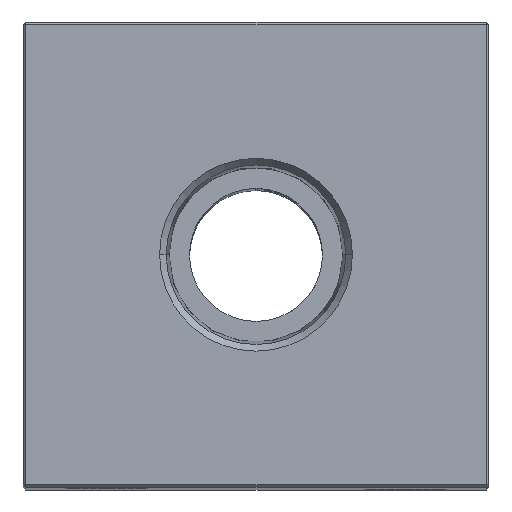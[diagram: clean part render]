
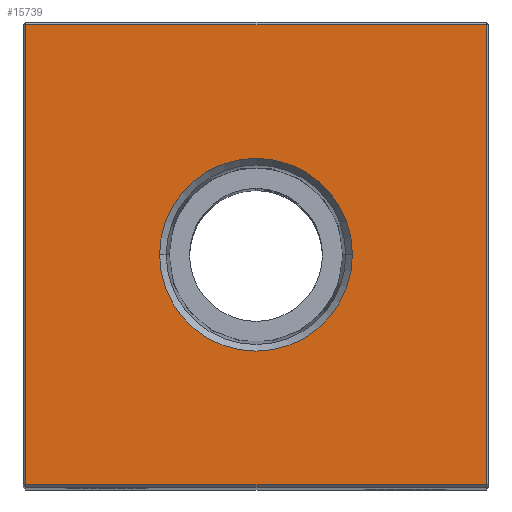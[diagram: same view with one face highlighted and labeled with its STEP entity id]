
A CAD part, top view. The second image highlights one B-rep face of the part: STEP entity #15739.
In plain terms, the highlighted planar face has unit normal (0, 0, 1).
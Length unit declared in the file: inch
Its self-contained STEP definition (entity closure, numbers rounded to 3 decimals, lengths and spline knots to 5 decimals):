
#1356 = ORIENTED_EDGE ( 'NONE', *, *, #25468, .F. ) ;
#1680 = DIRECTION ( 'NONE',  ( 0., -1., 0. ) ) ;
#3393 = PLANE ( 'NONE',  #14954 ) ;
#3931 = CARTESIAN_POINT ( 'NONE',  ( -0.865, -0.865, 5.5 ) ) ;
#4534 = AXIS2_PLACEMENT_3D ( 'NONE', #17831, #27670, #5303 ) ;
#5303 = DIRECTION ( 'NONE',  ( 1., 0., 0. ) ) ;
#5776 = CARTESIAN_POINT ( 'NONE',  ( 0., 0.865, 5.5 ) ) ;
#6225 = CARTESIAN_POINT ( 'NONE',  ( 0., 0., 5.5 ) ) ;
#6329 = VERTEX_POINT ( 'NONE', #16777 ) ;
#7655 = DIRECTION ( 'NONE',  ( 0., 0., 1. ) ) ;
#8236 = CARTESIAN_POINT ( 'NONE',  ( 0.865, 0.865, 5.5 ) ) ;
#8520 = CARTESIAN_POINT ( 'NONE',  ( 0., -0.865, 5.5 ) ) ;
#8977 = AXIS2_PLACEMENT_3D ( 'NONE', #30019, #7655, #17695 ) ;
#9292 = EDGE_CURVE ( 'NONE', #13603, #16714, #28139, .T. ) ;
#9425 = EDGE_LOOP ( 'NONE', ( #23848, #1356 ) ) ;
#11887 = LINE ( 'NONE', #21884, #27192 ) ;
#13603 = VERTEX_POINT ( 'NONE', #8236 ) ;
#14267 = LINE ( 'NONE', #24172, #24823 ) ;
#14544 = EDGE_CURVE ( 'NONE', #28345, #13603, #11887, .T. ) ;
#14954 = AXIS2_PLACEMENT_3D ( 'NONE', #6225, #16297, #26163 ) ;
#14960 = EDGE_CURVE ( 'NONE', #6329, #24213, #23094, .T. ) ;
#15739 = ADVANCED_FACE ( 'NONE', ( #15969, #25847 ), #3393, .F. ) ;
#15843 = DIRECTION ( 'NONE',  ( -1., 0., 0. ) ) ;
#15969 = FACE_OUTER_BOUND ( 'NONE', #32217, .T. ) ;
#16297 = DIRECTION ( 'NONE',  ( 0., 0., -1. ) ) ;
#16714 = VERTEX_POINT ( 'NONE', #27584 ) ;
#16777 = CARTESIAN_POINT ( 'NONE',  ( 0.3626, 0., 5.5 ) ) ;
#17695 = DIRECTION ( 'NONE',  ( 1., 0., 0. ) ) ;
#17831 = CARTESIAN_POINT ( 'NONE',  ( 0., 0., 5.5 ) ) ;
#18017 = EDGE_CURVE ( 'NONE', #16714, #21293, #14267, .T. ) ;
#18540 = DIRECTION ( 'NONE',  ( 1., 0., 0. ) ) ;
#18716 = CIRCLE ( 'NONE', #4534, 0.3626 ) ;
#19307 = VECTOR ( 'NONE', #18540, 39.37008 ) ;
#21121 = ORIENTED_EDGE ( 'NONE', *, *, #28183, .T. ) ;
#21293 = VERTEX_POINT ( 'NONE', #3931 ) ;
#21884 = CARTESIAN_POINT ( 'NONE',  ( 0.865, 0., 5.5 ) ) ;
#22252 = VECTOR ( 'NONE', #15843, 39.37008 ) ;
#23094 = CIRCLE ( 'NONE', #8977, 0.3626 ) ;
#23697 = ORIENTED_EDGE ( 'NONE', *, *, #14544, .T. ) ;
#23848 = ORIENTED_EDGE ( 'NONE', *, *, #14960, .F. ) ;
#24172 = CARTESIAN_POINT ( 'NONE',  ( -0.865, 0., 5.5 ) ) ;
#24213 = VERTEX_POINT ( 'NONE', #26801 ) ;
#24823 = VECTOR ( 'NONE', #1680, 39.37008 ) ;
#25468 = EDGE_CURVE ( 'NONE', #24213, #6329, #18716, .T. ) ;
#25847 = FACE_BOUND ( 'NONE', #9425, .T. ) ;
#25967 = ORIENTED_EDGE ( 'NONE', *, *, #18017, .T. ) ;
#26163 = DIRECTION ( 'NONE',  ( -1., 0., 0. ) ) ;
#26801 = CARTESIAN_POINT ( 'NONE',  ( -0.3626, 0., 5.5 ) ) ;
#27192 = VECTOR ( 'NONE', #31849, 39.37008 ) ;
#27584 = CARTESIAN_POINT ( 'NONE',  ( -0.865, 0.865, 5.5 ) ) ;
#27670 = DIRECTION ( 'NONE',  ( 0., 0., 1. ) ) ;
#28139 = LINE ( 'NONE', #5776, #22252 ) ;
#28183 = EDGE_CURVE ( 'NONE', #21293, #28345, #30904, .T. ) ;
#28345 = VERTEX_POINT ( 'NONE', #31800 ) ;
#30019 = CARTESIAN_POINT ( 'NONE',  ( 0., 0., 5.5 ) ) ;
#30904 = LINE ( 'NONE', #8520, #19307 ) ;
#31212 = ORIENTED_EDGE ( 'NONE', *, *, #9292, .T. ) ;
#31800 = CARTESIAN_POINT ( 'NONE',  ( 0.865, -0.865, 5.5 ) ) ;
#31849 = DIRECTION ( 'NONE',  ( 0., 1., 0. ) ) ;
#32217 = EDGE_LOOP ( 'NONE', ( #25967, #21121, #23697, #31212 ) ) ;
